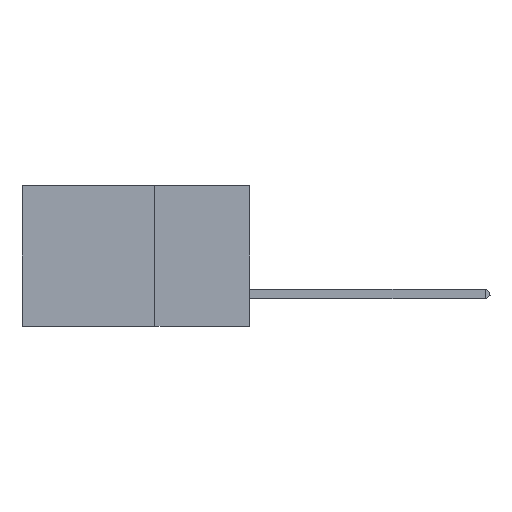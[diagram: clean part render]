
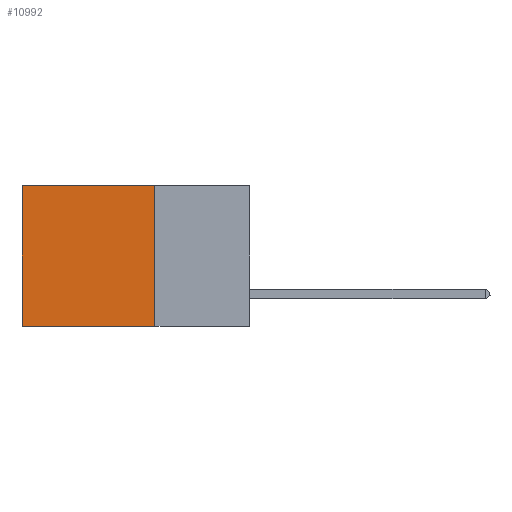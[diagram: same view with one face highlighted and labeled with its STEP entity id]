
A CAD part, left-side view. The second image highlights one B-rep face of the part: STEP entity #10992.
In plain terms, the highlighted planar face has unit normal (-1, 0, 0).
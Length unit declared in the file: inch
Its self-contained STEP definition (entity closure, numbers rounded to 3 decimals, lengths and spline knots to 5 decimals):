
#283 = ORIENTED_EDGE ( 'NONE', *, *, #8604, .F. ) ;
#546 = ORIENTED_EDGE ( 'NONE', *, *, #9208, .T. ) ;
#982 = LINE ( 'NONE', #25437, #9752 ) ;
#1808 = PLANE ( 'NONE',  #2437 ) ;
#2437 = AXIS2_PLACEMENT_3D ( 'NONE', #18471, #12957, #14253 ) ;
#6430 = ORIENTED_EDGE ( 'NONE', *, *, #26614, .T. ) ;
#6456 = VECTOR ( 'NONE', #27871, 39.37008 ) ;
#8604 = EDGE_CURVE ( 'NONE', #18026, #11490, #23624, .T. ) ;
#9208 = EDGE_CURVE ( 'NONE', #22359, #11490, #22590, .T. ) ;
#9752 = VECTOR ( 'NONE', #20825, 39.37008 ) ;
#9836 = VECTOR ( 'NONE', #29827, 39.37008 ) ;
#10992 = ADVANCED_FACE ( 'NONE', ( #23142 ), #1808, .F. ) ;
#11224 = CARTESIAN_POINT ( 'NONE',  ( 0.2875, 0.25, -0.37 ) ) ;
#11490 = VERTEX_POINT ( 'NONE', #19109 ) ;
#11564 = DIRECTION ( 'NONE',  ( 0., 0., -1. ) ) ;
#12244 = CARTESIAN_POINT ( 'NONE',  ( 0.2875, 0.6, 0. ) ) ;
#12826 = LINE ( 'NONE', #25395, #9836 ) ;
#12957 = DIRECTION ( 'NONE',  ( 1., 0., 0. ) ) ;
#13438 = VERTEX_POINT ( 'NONE', #29843 ) ;
#14253 = DIRECTION ( 'NONE',  ( 0., 0., -1. ) ) ;
#14900 = EDGE_LOOP ( 'NONE', ( #546, #283, #25271, #6430 ) ) ;
#17132 = CARTESIAN_POINT ( 'NONE',  ( 0.2875, 0.25, -0.37 ) ) ;
#18026 = VERTEX_POINT ( 'NONE', #17132 ) ;
#18471 = CARTESIAN_POINT ( 'NONE',  ( 0.2875, 0.25, 0. ) ) ;
#19109 = CARTESIAN_POINT ( 'NONE',  ( 0.2875, 0.6, -0.37 ) ) ;
#20825 = DIRECTION ( 'NONE',  ( 0., 1., 0. ) ) ;
#22359 = VERTEX_POINT ( 'NONE', #12244 ) ;
#22590 = LINE ( 'NONE', #23212, #29910 ) ;
#23142 = FACE_OUTER_BOUND ( 'NONE', #14900, .T. ) ;
#23212 = CARTESIAN_POINT ( 'NONE',  ( 0.2875, 0.6, 0. ) ) ;
#23624 = LINE ( 'NONE', #11224, #6456 ) ;
#25271 = ORIENTED_EDGE ( 'NONE', *, *, #25436, .F. ) ;
#25395 = CARTESIAN_POINT ( 'NONE',  ( 0.2875, 0.25, 0. ) ) ;
#25436 = EDGE_CURVE ( 'NONE', #13438, #18026, #12826, .T. ) ;
#25437 = CARTESIAN_POINT ( 'NONE',  ( 0.2875, 0.25, 0. ) ) ;
#26614 = EDGE_CURVE ( 'NONE', #13438, #22359, #982, .T. ) ;
#27871 = DIRECTION ( 'NONE',  ( 0., 1., 0. ) ) ;
#29827 = DIRECTION ( 'NONE',  ( 0., 0., -1. ) ) ;
#29843 = CARTESIAN_POINT ( 'NONE',  ( 0.2875, 0.25, 0. ) ) ;
#29910 = VECTOR ( 'NONE', #11564, 39.37008 ) ;
